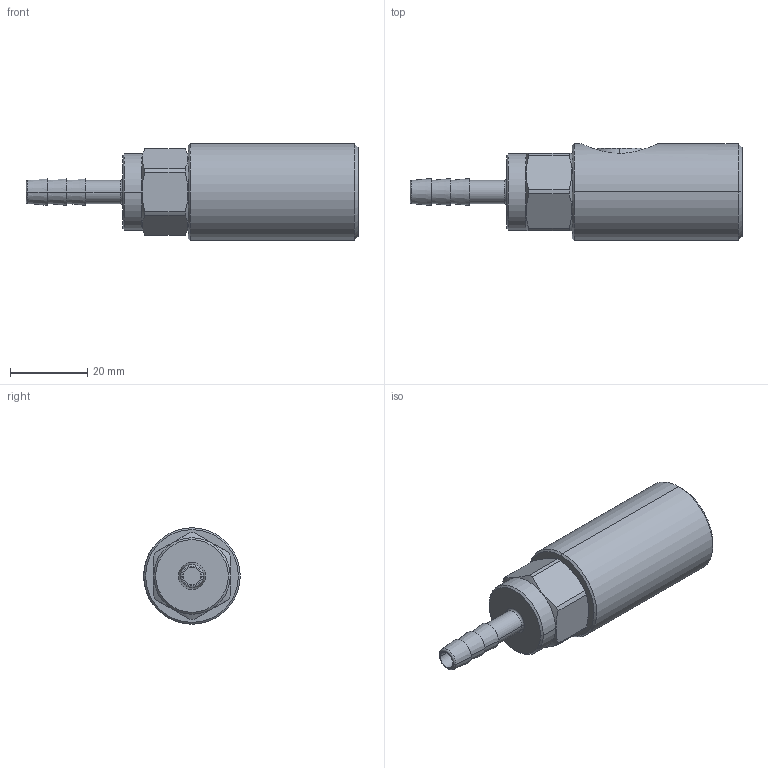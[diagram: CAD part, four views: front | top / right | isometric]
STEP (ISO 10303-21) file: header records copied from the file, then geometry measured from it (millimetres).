
FILE_DESCRIPTION (( 'STEP AP203' ), '1' );
FILE_NAME ('07420330.STEP', '2011-07-29T13:20:39', ( 'SP' ), ( 'sopra-pneumatic' ), 'SwSTEP 2.0', 'SolidWorks 2011', '' );
FILE_SCHEMA (( 'CONFIG_CONTROL_DESIGN' ));
Length unit declared in the file: millimetre
Products named in the file (1): 07420330
Bounding box: 86 x 25 x 25 mm (x, y, z)
Volume: 26008.6 mm3; surface area: 6938.7 mm2
Topology: 1 solids, 1 shells, 107 faces, 257 edges, 165 vertices
Faces by surface type: cone 36, plane 30, cylinder 27, sphere 10, torus 4
Entity records: 3584 total; most frequent: CARTESIAN_POINT 1006, DIRECTION 535, ORIENTED_EDGE 514, EDGE_CURVE 257, AXIS2_PLACEMENT_3D 220, VERTEX_POINT 165, EDGE_LOOP 120, CIRCLE 112
